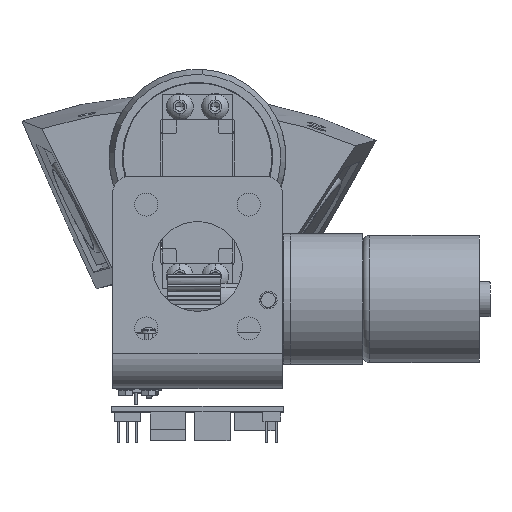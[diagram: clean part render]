
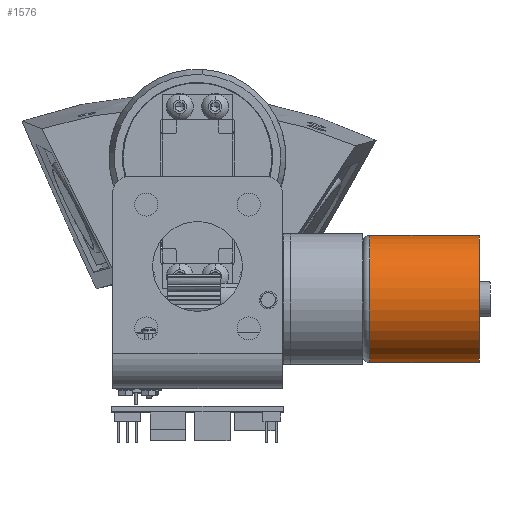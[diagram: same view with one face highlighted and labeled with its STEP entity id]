
A CAD part, top view. The second image highlights one B-rep face of the part: STEP entity #1576.
In plain terms, the highlighted cylindrical face has radius 18 mm (diameter 36 mm), a partial arc.
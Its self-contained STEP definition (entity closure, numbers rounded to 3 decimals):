
#1576 = ADVANCED_FACE ( 'NONE', ( #15914 ), #25808, .T. ) ;
#1783 = EDGE_CURVE ( 'NONE', #29821, #49324, #13158, .T. ) ;
#3214 = VECTOR ( 'NONE', #35304, 1000. ) ;
#5654 = CARTESIAN_POINT ( 'NONE',  ( 18., 0., 0. ) ) ;
#7385 = CARTESIAN_POINT ( 'NONE',  ( -18., 0., 0. ) ) ;
#9141 = CARTESIAN_POINT ( 'NONE',  ( 18., 0., 31. ) ) ;
#10708 = CARTESIAN_POINT ( 'NONE',  ( -18., 0., 33. ) ) ;
#11035 = EDGE_LOOP ( 'NONE', ( #19914, #42568, #54251, #25483 ) ) ;
#11143 = DIRECTION ( 'NONE',  ( -1., 0., 0. ) ) ;
#13158 = CIRCLE ( 'NONE', #14948, 18. ) ;
#13373 = DIRECTION ( 'NONE',  ( 0., 0., -1. ) ) ;
#14948 = AXIS2_PLACEMENT_3D ( 'NONE', #47903, #13373, #53701 ) ;
#15872 = CIRCLE ( 'NONE', #31941, 18. ) ;
#15914 = FACE_OUTER_BOUND ( 'NONE', #11035, .T. ) ;
#18864 = VERTEX_POINT ( 'NONE', #7385 ) ;
#19510 = DIRECTION ( 'NONE',  ( 0., 0., 1. ) ) ;
#19914 = ORIENTED_EDGE ( 'NONE', *, *, #1783, .T. ) ;
#25483 = ORIENTED_EDGE ( 'NONE', *, *, #45517, .F. ) ;
#25808 = CYLINDRICAL_SURFACE ( 'NONE', #47325, 18. ) ;
#28071 = DIRECTION ( 'NONE',  ( 0., 0., -1. ) ) ;
#29821 = VERTEX_POINT ( 'NONE', #36579 ) ;
#31941 = AXIS2_PLACEMENT_3D ( 'NONE', #54051, #19510, #59876 ) ;
#33068 = EDGE_CURVE ( 'NONE', #49324, #62356, #47403, .T. ) ;
#35304 = DIRECTION ( 'NONE',  ( 0., 0., -1. ) ) ;
#36579 = CARTESIAN_POINT ( 'NONE',  ( -18., 0., 31. ) ) ;
#38122 = VECTOR ( 'NONE', #28071, 1000. ) ;
#42568 = ORIENTED_EDGE ( 'NONE', *, *, #33068, .T. ) ;
#45517 = EDGE_CURVE ( 'NONE', #29821, #18864, #70652, .T. ) ;
#47325 = AXIS2_PLACEMENT_3D ( 'NONE', #57548, #51724, #11143 ) ;
#47403 = LINE ( 'NONE', #69864, #3214 ) ;
#47903 = CARTESIAN_POINT ( 'NONE',  ( 0., 0., 31. ) ) ;
#49324 = VERTEX_POINT ( 'NONE', #9141 ) ;
#51724 = DIRECTION ( 'NONE',  ( 0., 0., -1. ) ) ;
#53701 = DIRECTION ( 'NONE',  ( 1., 0., 0. ) ) ;
#54051 = CARTESIAN_POINT ( 'NONE',  ( 0., 0., 0. ) ) ;
#54251 = ORIENTED_EDGE ( 'NONE', *, *, #70995, .T. ) ;
#57548 = CARTESIAN_POINT ( 'NONE',  ( 0., 0., 33. ) ) ;
#59876 = DIRECTION ( 'NONE',  ( 1., 0., 0. ) ) ;
#62356 = VERTEX_POINT ( 'NONE', #5654 ) ;
#69864 = CARTESIAN_POINT ( 'NONE',  ( 18., 0., 33. ) ) ;
#70652 = LINE ( 'NONE', #10708, #38122 ) ;
#70995 = EDGE_CURVE ( 'NONE', #62356, #18864, #15872, .T. ) ;
